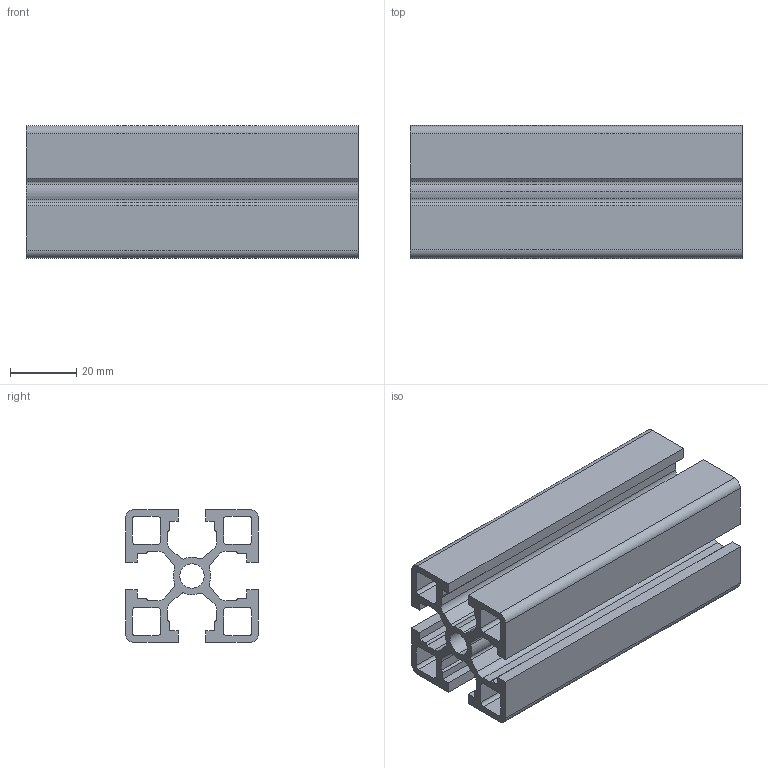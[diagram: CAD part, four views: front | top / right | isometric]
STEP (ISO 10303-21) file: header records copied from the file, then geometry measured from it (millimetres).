
FILE_DESCRIPTION (( 'STEP AP203' ), '1' );
FILE_NAME ('084.102.001.STEP', '2013-01-21T09:04:33', ( '' ), ( '' ), 'SwSTEP 2.0', 'SolidWorks 2011', '' );
FILE_SCHEMA (( 'CONFIG_CONTROL_DESIGN' ));
Length unit declared in the file: millimetre
Products named in the file (1): 084.102.001
Bounding box: 100 x 40 x 40 mm (x, y, z)
Volume: 56374.6 mm3; surface area: 46865.4 mm2
Topology: 1 solids, 1 shells, 127 faces, 375 edges, 250 vertices
Faces by surface type: plane 74, cylinder 53
Entity records: 4352 total; most frequent: CARTESIAN_POINT 753, ORIENTED_EDGE 750, DIRECTION 737, EDGE_CURVE 375, VECTOR 269, LINE 269, VERTEX_POINT 250, AXIS2_PLACEMENT_3D 234
